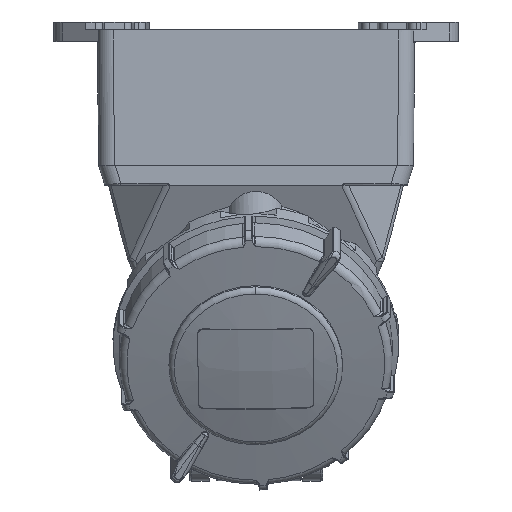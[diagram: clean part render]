
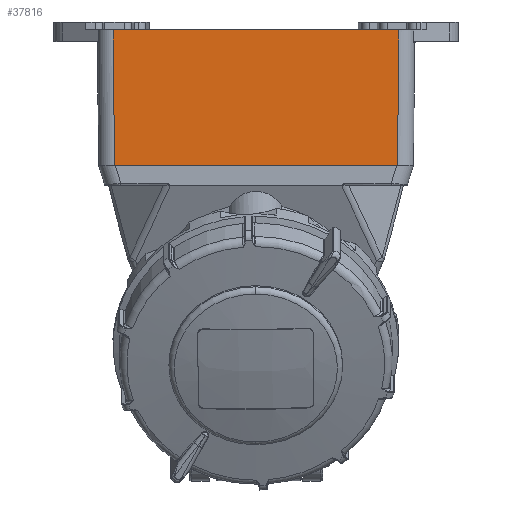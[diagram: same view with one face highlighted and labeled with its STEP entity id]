
A CAD part, front view. The second image highlights one B-rep face of the part: STEP entity #37816.
In plain terms, the highlighted planar face has unit normal (0, -1, -0.009).
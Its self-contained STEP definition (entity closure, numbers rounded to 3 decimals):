
#299 = EDGE_CURVE ( 'NONE', #23906, #39357, #2615, .T. ) ;
#517 = CARTESIAN_POINT ( 'NONE',  ( 3564.153, 5490.433, 177.262 ) ) ;
#528 = EDGE_CURVE ( 'NONE', #39357, #17450, #12723, .T. ) ;
#879 = DIRECTION ( 'NONE',  ( 1., 0., 0. ) ) ;
#1802 = CARTESIAN_POINT ( 'NONE',  ( 3564.479, 5490.732, 142.93 ) ) ;
#2615 = LINE ( 'NONE', #3767, #21370 ) ;
#3250 = VERTEX_POINT ( 'NONE', #517 ) ;
#3767 = CARTESIAN_POINT ( 'NONE',  ( 3564.476, 5490.73, 143.262 ) ) ;
#4716 = EDGE_LOOP ( 'NONE', ( #26380, #29594, #24321, #21040, #15046, #33068 ) ) ;
#5360 = EDGE_CURVE ( 'NONE', #26516, #23906, #29292, .T. ) ;
#6307 = FACE_OUTER_BOUND ( 'NONE', #4716, .T. ) ;
#10835 = CARTESIAN_POINT ( 'NONE',  ( 3635.336, 5490.73, 143.262 ) ) ;
#11641 = CARTESIAN_POINT ( 'NONE',  ( 3635.521, 5490.732, 142.93 ) ) ;
#12281 = CARTESIAN_POINT ( 'NONE',  ( 3564.476, 5490.73, 143.262 ) ) ;
#12723 = LINE ( 'NONE', #16605, #41617 ) ;
#15046 = ORIENTED_EDGE ( 'NONE', *, *, #20862, .T. ) ;
#16605 = CARTESIAN_POINT ( 'NONE',  ( 3600., 5490.73, 143.262 ) ) ;
#17450 = VERTEX_POINT ( 'NONE', #42939 ) ;
#17451 = DIRECTION ( 'NONE',  ( 0., 0.009, -1. ) ) ;
#18961 = CARTESIAN_POINT ( 'NONE',  ( 3564.664, 5490.73, 143.262 ) ) ;
#19785 = VECTOR ( 'NONE', #47570, 1000. ) ;
#20862 = EDGE_CURVE ( 'NONE', #17450, #30164, #29405, .T. ) ;
#21040 = ORIENTED_EDGE ( 'NONE', *, *, #528, .T. ) ;
#21114 = DIRECTION ( 'NONE',  ( 0., -1., -0.009 ) ) ;
#21370 = VECTOR ( 'NONE', #36854, 1000. ) ;
#21559 = VECTOR ( 'NONE', #879, 1000. ) ;
#23231 = LINE ( 'NONE', #1802, #25904 ) ;
#23906 = VERTEX_POINT ( 'NONE', #18961 ) ;
#24321 = ORIENTED_EDGE ( 'NONE', *, *, #299, .T. ) ;
#25904 = VECTOR ( 'NONE', #45398, 1000. ) ;
#26380 = ORIENTED_EDGE ( 'NONE', *, *, #32061, .T. ) ;
#26516 = VERTEX_POINT ( 'NONE', #12281 ) ;
#27532 = EDGE_CURVE ( 'NONE', #3250, #30164, #34202, .T. ) ;
#29292 = LINE ( 'NONE', #39779, #19785 ) ;
#29405 = LINE ( 'NONE', #11641, #43493 ) ;
#29594 = ORIENTED_EDGE ( 'NONE', *, *, #5360, .T. ) ;
#30164 = VERTEX_POINT ( 'NONE', #34591 ) ;
#31463 = DIRECTION ( 'NONE',  ( 1., 0., 0. ) ) ;
#32061 = EDGE_CURVE ( 'NONE', #3250, #26516, #23231, .T. ) ;
#33068 = ORIENTED_EDGE ( 'NONE', *, *, #27532, .F. ) ;
#33715 = CARTESIAN_POINT ( 'NONE',  ( 3600., 5490.433, 177.262 ) ) ;
#34202 = LINE ( 'NONE', #33715, #21559 ) ;
#34591 = CARTESIAN_POINT ( 'NONE',  ( 3635.847, 5490.433, 177.262 ) ) ;
#35968 = PLANE ( 'NONE',  #45088 ) ;
#36854 = DIRECTION ( 'NONE',  ( 1., 0., 0. ) ) ;
#37816 = ADVANCED_FACE ( 'NONE', ( #6307 ), #35968, .T. ) ;
#39357 = VERTEX_POINT ( 'NONE', #10835 ) ;
#39779 = CARTESIAN_POINT ( 'NONE',  ( 3600., 5490.73, 143.262 ) ) ;
#40596 = DIRECTION ( 'NONE',  ( 0.009, -0.009, 1. ) ) ;
#41617 = VECTOR ( 'NONE', #31463, 1000. ) ;
#42570 = CARTESIAN_POINT ( 'NONE',  ( 3600., 5490.729, 143.267 ) ) ;
#42939 = CARTESIAN_POINT ( 'NONE',  ( 3635.524, 5490.73, 143.262 ) ) ;
#43493 = VECTOR ( 'NONE', #40596, 1000. ) ;
#45088 = AXIS2_PLACEMENT_3D ( 'NONE', #42570, #21114, #17451 ) ;
#45398 = DIRECTION ( 'NONE',  ( 0.009, 0.009, -1. ) ) ;
#47570 = DIRECTION ( 'NONE',  ( 1., 0., 0. ) ) ;
